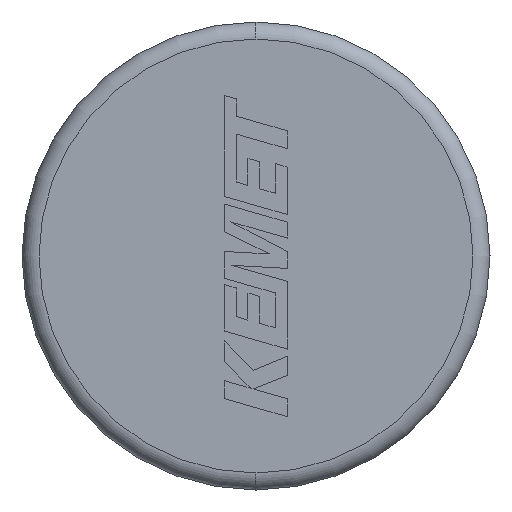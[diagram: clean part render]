
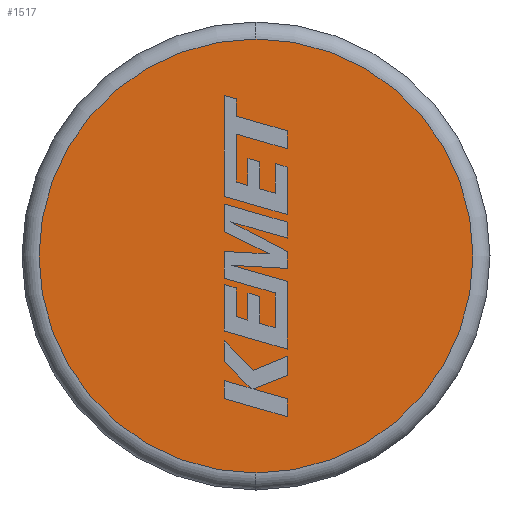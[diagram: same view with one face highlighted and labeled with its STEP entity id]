
A CAD part, left-side view. The second image highlights one B-rep face of the part: STEP entity #1517.
In plain terms, the highlighted planar face has unit normal (-1, 0, 0).
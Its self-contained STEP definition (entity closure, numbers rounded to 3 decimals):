
#231 = ORIENTED_EDGE ( 'NONE', *, *, #508, .T. ) ;
#353 = AXIS2_PLACEMENT_3D ( 'NONE', #1864, #2105, #1052 ) ;
#386 = ORIENTED_EDGE ( 'NONE', *, *, #2943, .T. ) ;
#508 = EDGE_CURVE ( 'NONE', #2363, #2181, #3375, .T. ) ;
#529 = DIRECTION ( 'NONE',  ( -1., 0., 0. ) ) ;
#538 = CARTESIAN_POINT ( 'NONE',  ( 0., 0., -2.55 ) ) ;
#737 = CIRCLE ( 'NONE', #2109, 2.55 ) ;
#1052 = DIRECTION ( 'NONE',  ( 0., 0., -1. ) ) ;
#1071 = PLANE ( 'NONE',  #353 ) ;
#1517 = ADVANCED_FACE ( 'NONE', ( #1730 ), #1071, .F. ) ;
#1645 = DIRECTION ( 'NONE',  ( -1., 0., 0. ) ) ;
#1730 = FACE_OUTER_BOUND ( 'NONE', #2902, .T. ) ;
#1850 = DIRECTION ( 'NONE',  ( 0., 0., -1. ) ) ;
#1864 = CARTESIAN_POINT ( 'NONE',  ( 0., 0., 0. ) ) ;
#2105 = DIRECTION ( 'NONE',  ( 1., 0., 0. ) ) ;
#2109 = AXIS2_PLACEMENT_3D ( 'NONE', #2146, #1645, #2978 ) ;
#2146 = CARTESIAN_POINT ( 'NONE',  ( 0., 0., 0. ) ) ;
#2181 = VERTEX_POINT ( 'NONE', #2981 ) ;
#2363 = VERTEX_POINT ( 'NONE', #538 ) ;
#2648 = AXIS2_PLACEMENT_3D ( 'NONE', #3182, #529, #1850 ) ;
#2902 = EDGE_LOOP ( 'NONE', ( #231, #386 ) ) ;
#2943 = EDGE_CURVE ( 'NONE', #2181, #2363, #737, .T. ) ;
#2978 = DIRECTION ( 'NONE',  ( 0., 0., -1. ) ) ;
#2981 = CARTESIAN_POINT ( 'NONE',  ( 0., 0., 2.55 ) ) ;
#3182 = CARTESIAN_POINT ( 'NONE',  ( 0., 0., 0. ) ) ;
#3375 = CIRCLE ( 'NONE', #2648, 2.55 ) ;
